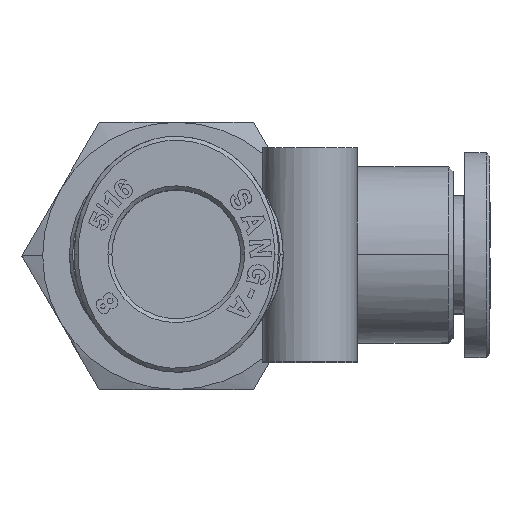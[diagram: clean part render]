
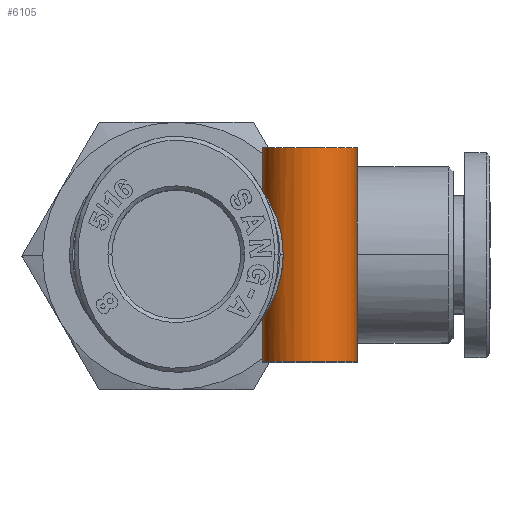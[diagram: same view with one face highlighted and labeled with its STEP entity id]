
A CAD part, top view. The second image highlights one B-rep face of the part: STEP entity #6105.
In plain terms, the highlighted cylindrical face has radius 3 mm (diameter 6 mm), a partial arc.
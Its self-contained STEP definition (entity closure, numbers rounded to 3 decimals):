
#777 = CARTESIAN_POINT ( 'NONE',  ( -12.179, 2.207, 6.386 ) ) ;
#1194 = CARTESIAN_POINT ( 'NONE',  ( -11.571, 3.316, 5.89 ) ) ;
#1549 = EDGE_CURVE ( 'NONE', #17648, #21032, #18893, .T. ) ;
#1729 = DIRECTION ( 'NONE',  ( 0., 0., 1. ) ) ;
#2589 = CARTESIAN_POINT ( 'NONE',  ( -12.472, 0., 6.75 ) ) ;
#3108 = CARTESIAN_POINT ( 'NONE',  ( -12.464, -0.456, 6.739 ) ) ;
#3823 = ORIENTED_EDGE ( 'NONE', *, *, #38904, .F. ) ;
#4076 = DIRECTION ( 'NONE',  ( 0., 0., 1. ) ) ;
#4172 = LINE ( 'NONE', #33191, #11996 ) ;
#4565 = CARTESIAN_POINT ( 'NONE',  ( -10.878, 3.824, 5.573 ) ) ;
#4965 = CARTESIAN_POINT ( 'NONE',  ( -10., 0., 8.45 ) ) ;
#5156 = VECTOR ( 'NONE', #29623, 1000. ) ;
#5412 = VECTOR ( 'NONE', #27851, 1000. ) ;
#5932 = AXIS2_PLACEMENT_3D ( 'NONE', #41186, #11643, #14817 ) ;
#5986 = VERTEX_POINT ( 'NONE', #23913 ) ;
#6048 = DIRECTION ( 'NONE',  ( 0., 1., 0. ) ) ;
#6105 = ADVANCED_FACE ( 'NONE', ( #15745 ), #25690, .T. ) ;
#6447 = LINE ( 'NONE', #30787, #5412 ) ;
#6872 = CARTESIAN_POINT ( 'NONE',  ( -10., -3.999, 5.45 ) ) ;
#7126 = CARTESIAN_POINT ( 'NONE',  ( -10., 6.8, 8.45 ) ) ;
#7477 = CARTESIAN_POINT ( 'NONE',  ( -11.42, 3.469, 5.801 ) ) ;
#7874 = VERTEX_POINT ( 'NONE', #27080 ) ;
#8147 = CARTESIAN_POINT ( 'NONE',  ( -10., -3.999, 5.45 ) ) ;
#8609 = EDGE_CURVE ( 'NONE', #42311, #5986, #39068, .T. ) ;
#11130 = CARTESIAN_POINT ( 'NONE',  ( -11.931, 2.798, 6.151 ) ) ;
#11643 = DIRECTION ( 'NONE',  ( 0., 1., 0. ) ) ;
#11996 = VECTOR ( 'NONE', #6048, 1000. ) ;
#13557 = CARTESIAN_POINT ( 'NONE',  ( -11.932, -2.798, 6.151 ) ) ;
#14261 = ORIENTED_EDGE ( 'NONE', *, *, #21957, .F. ) ;
#14817 = DIRECTION ( 'NONE',  ( 0., 0., 1. ) ) ;
#15143 = CARTESIAN_POINT ( 'NONE',  ( -10., -6.8, 11.45 ) ) ;
#15523 = VERTEX_POINT ( 'NONE', #8147 ) ;
#15745 = FACE_OUTER_BOUND ( 'NONE', #32160, .T. ) ;
#16352 = CARTESIAN_POINT ( 'NONE',  ( -11.423, -3.467, 5.802 ) ) ;
#16487 = CARTESIAN_POINT ( 'NONE',  ( -12.472, -0.228, 6.75 ) ) ;
#16778 = CARTESIAN_POINT ( 'NONE',  ( -10.882, -3.823, 5.574 ) ) ;
#16878 = ORIENTED_EDGE ( 'NONE', *, *, #31772, .F. ) ;
#17648 = VERTEX_POINT ( 'NONE', #40205 ) ;
#18893 = CIRCLE ( 'NONE', #5932, 3. ) ;
#19555 = CARTESIAN_POINT ( 'NONE',  ( -11.827, -2.979, 6.066 ) ) ;
#19831 = CARTESIAN_POINT ( 'NONE',  ( -11.572, -3.315, 5.89 ) ) ;
#19985 = CARTESIAN_POINT ( 'NONE',  ( -12.338, -1.572, 6.57 ) ) ;
#20119 = CARTESIAN_POINT ( 'NONE',  ( -12.294, -1.786, 6.515 ) ) ;
#20727 = CARTESIAN_POINT ( 'NONE',  ( -12.339, 1.57, 6.57 ) ) ;
#21032 = VERTEX_POINT ( 'NONE', #15143 ) ;
#21290 = CARTESIAN_POINT ( 'NONE',  ( -10.562, 3.928, 5.501 ) ) ;
#21635 = VERTEX_POINT ( 'NONE', #2589 ) ;
#21957 = EDGE_CURVE ( 'NONE', #21635, #42311, #40625, .T. ) ;
#22386 = EDGE_CURVE ( 'NONE', #7874, #5986, #35854, .T. ) ;
#23496 = CARTESIAN_POINT ( 'NONE',  ( -10.23, -3.999, 5.45 ) ) ;
#23913 = CARTESIAN_POINT ( 'NONE',  ( -10., 6.8, 5.45 ) ) ;
#24038 = DIRECTION ( 'NONE',  ( 0., -1., 0. ) ) ;
#24306 = AXIS2_PLACEMENT_3D ( 'NONE', #7126, #24038, #4076 ) ;
#24382 = CARTESIAN_POINT ( 'NONE',  ( -12.472, 0., 6.75 ) ) ;
#24524 = CARTESIAN_POINT ( 'NONE',  ( -11.076, 3.721, 5.643 ) ) ;
#24816 = CARTESIAN_POINT ( 'NONE',  ( -10., 3.999, 5.45 ) ) ;
#25690 = CYLINDRICAL_SURFACE ( 'NONE', #40822, 3. ) ;
#27080 = CARTESIAN_POINT ( 'NONE',  ( -10., 6.8, 11.45 ) ) ;
#27851 = DIRECTION ( 'NONE',  ( 0., 1., 0. ) ) ;
#27897 = B_SPLINE_CURVE_WITH_KNOTS ( 'NONE', 3,
 ( #6872, #23496, #36797, #16778, #29948, #16352, #19831, #19555, #13557, #40202, #40048, #20119, #19985, #39751, #36504, #3108, #16487, #36357 ),
 .UNSPECIFIED., .F., .F.,
 ( 4, 2, 2, 2, 2, 2, 2, 2, 4 ),
 ( 0.005, 0.005, 0.006, 0.007, 0.007, 0.008, 0.009, 0.009, 0.01 ),
 .UNSPECIFIED. ) ;
#29481 = CARTESIAN_POINT ( 'NONE',  ( -10., 0., 5.45 ) ) ;
#29623 = DIRECTION ( 'NONE',  ( 0., 1., 0. ) ) ;
#29948 = CARTESIAN_POINT ( 'NONE',  ( -11.077, -3.721, 5.644 ) ) ;
#30153 = CARTESIAN_POINT ( 'NONE',  ( -10., 3.999, 5.45 ) ) ;
#30787 = CARTESIAN_POINT ( 'NONE',  ( -10., 0., 5.45 ) ) ;
#31123 = CARTESIAN_POINT ( 'NONE',  ( -12.294, 1.788, 6.514 ) ) ;
#31700 = CARTESIAN_POINT ( 'NONE',  ( -10.23, 3.99, 5.457 ) ) ;
#31772 = EDGE_CURVE ( 'NONE', #17648, #15523, #6447, .T. ) ;
#32146 = CARTESIAN_POINT ( 'NONE',  ( -10.454, 3.954, 5.482 ) ) ;
#32160 = EDGE_LOOP ( 'NONE', ( #16878, #36612, #32540, #34869, #41327, #14261, #3823 ) ) ;
#32540 = ORIENTED_EDGE ( 'NONE', *, *, #34369, .T. ) ;
#33191 = CARTESIAN_POINT ( 'NONE',  ( -10., 0., 11.45 ) ) ;
#34369 = EDGE_CURVE ( 'NONE', #21032, #7874, #4172, .T. ) ;
#34449 = CARTESIAN_POINT ( 'NONE',  ( -11.825, 2.982, 6.064 ) ) ;
#34586 = CARTESIAN_POINT ( 'NONE',  ( -12.442, 0.907, 6.704 ) ) ;
#34869 = ORIENTED_EDGE ( 'NONE', *, *, #22386, .T. ) ;
#35854 = CIRCLE ( 'NONE', #24306, 3. ) ;
#36357 = CARTESIAN_POINT ( 'NONE',  ( -12.472, 0., 6.75 ) ) ;
#36504 = CARTESIAN_POINT ( 'NONE',  ( -12.432, -0.908, 6.693 ) ) ;
#36612 = ORIENTED_EDGE ( 'NONE', *, *, #1549, .T. ) ;
#36797 = CARTESIAN_POINT ( 'NONE',  ( -10.456, -3.963, 5.477 ) ) ;
#38277 = CARTESIAN_POINT ( 'NONE',  ( -10.114, 3.999, 5.45 ) ) ;
#38904 = EDGE_CURVE ( 'NONE', #15523, #21635, #27897, .T. ) ;
#39068 = LINE ( 'NONE', #29481, #5156 ) ;
#39751 = CARTESIAN_POINT ( 'NONE',  ( -12.407, -1.133, 6.659 ) ) ;
#40048 = CARTESIAN_POINT ( 'NONE',  ( -12.179, -2.205, 6.386 ) ) ;
#40202 = CARTESIAN_POINT ( 'NONE',  ( -12.108, -2.41, 6.312 ) ) ;
#40205 = CARTESIAN_POINT ( 'NONE',  ( -10., -6.8, 5.45 ) ) ;
#40625 = B_SPLINE_CURVE_WITH_KNOTS ( 'NONE', 3,
 ( #24382, #41371, #34586, #20727, #31123, #777, #41237, #11130, #34449, #1194, #7477, #24524, #4565, #21290, #32146, #31700, #38277, #24816 ),
 .UNSPECIFIED., .F., .F.,
 ( 4, 2, 2, 2, 2, 2, 2, 2, 4 ),
 ( 0.01, 0.011, 0.012, 0.013, 0.013, 0.014, 0.015, 0.015, 0.016 ),
 .UNSPECIFIED. ) ;
#40822 = AXIS2_PLACEMENT_3D ( 'NONE', #4965, #41927, #1729 ) ;
#41186 = CARTESIAN_POINT ( 'NONE',  ( -10., -6.8, 8.45 ) ) ;
#41237 = CARTESIAN_POINT ( 'NONE',  ( -12.108, 2.409, 6.312 ) ) ;
#41327 = ORIENTED_EDGE ( 'NONE', *, *, #8609, .F. ) ;
#41371 = CARTESIAN_POINT ( 'NONE',  ( -12.472, 0.457, 6.75 ) ) ;
#41927 = DIRECTION ( 'NONE',  ( 0., 1., 0. ) ) ;
#42311 = VERTEX_POINT ( 'NONE', #30153 ) ;
